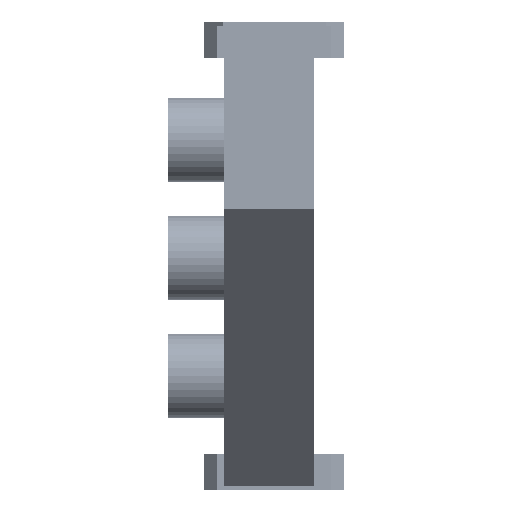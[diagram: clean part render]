
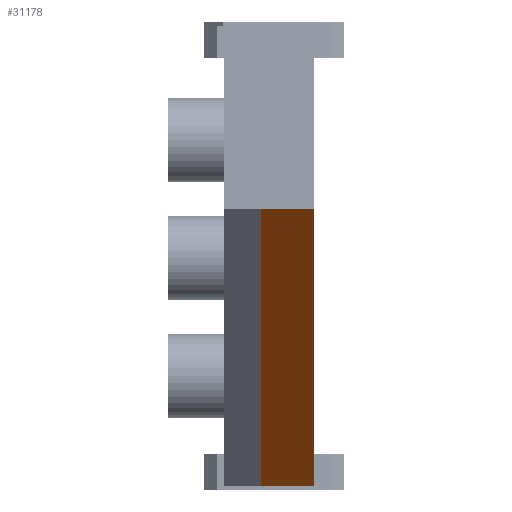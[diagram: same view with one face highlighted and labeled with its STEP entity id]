
A CAD part, left-side view. The second image highlights one B-rep face of the part: STEP entity #31178.
In plain terms, the highlighted planar face has unit normal (-0.707, 0, -0.707).
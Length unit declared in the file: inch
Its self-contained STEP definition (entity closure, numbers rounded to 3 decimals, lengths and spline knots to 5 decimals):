
#782 = VECTOR ( 'NONE', #10900, 39.37008 ) ;
#2327 = PLANE ( 'NONE',  #18886 ) ;
#7933 = LINE ( 'NONE', #55417, #782 ) ;
#10900 = DIRECTION ( 'NONE',  ( 0.707, 0., -0.707 ) ) ;
#17420 = CARTESIAN_POINT ( 'NONE',  ( -4.46597, 0.33636, 0.31493 ) ) ;
#18886 = AXIS2_PLACEMENT_3D ( 'NONE', #55853, #63219, #55526 ) ;
#27782 = CARTESIAN_POINT ( 'NONE',  ( -4.46597, 0.33636, 0.31493 ) ) ;
#31178 = ADVANCED_FACE ( 'NONE', ( #64183 ), #2327, .F. ) ;
#34157 = VECTOR ( 'NONE', #96726, 39.37008 ) ;
#36516 = LINE ( 'NONE', #43441, #34157 ) ;
#40401 = VECTOR ( 'NONE', #55280, 39.37008 ) ;
#42890 = EDGE_CURVE ( 'NONE', #95496, #80975, #7933, .T. ) ;
#43441 = CARTESIAN_POINT ( 'NONE',  ( -2.98597, 0.33636, -1.16507 ) ) ;
#47560 = LINE ( 'NONE', #17420, #40401 ) ;
#48879 = ORIENTED_EDGE ( 'NONE', *, *, #55339, .F. ) ;
#50683 = CARTESIAN_POINT ( 'NONE',  ( -2.98597, 0.05636, -1.16507 ) ) ;
#54839 = CARTESIAN_POINT ( 'NONE',  ( -4.46597, 0.33636, 0.31493 ) ) ;
#55280 = DIRECTION ( 'NONE',  ( -0.707, 0., 0.707 ) ) ;
#55339 = EDGE_CURVE ( 'NONE', #78592, #95496, #66090, .T. ) ;
#55417 = CARTESIAN_POINT ( 'NONE',  ( -4.21597, 0.05636, 0.06493 ) ) ;
#55526 = DIRECTION ( 'NONE',  ( 0., -1., 0. ) ) ;
#55853 = CARTESIAN_POINT ( 'NONE',  ( -4.46597, 0.33636, 0.31493 ) ) ;
#63219 = DIRECTION ( 'NONE',  ( 0.707, 0., 0.707 ) ) ;
#64183 = FACE_OUTER_BOUND ( 'NONE', #74646, .T. ) ;
#65529 = CARTESIAN_POINT ( 'NONE',  ( -2.98597, 0.33636, -1.16507 ) ) ;
#65626 = ORIENTED_EDGE ( 'NONE', *, *, #87968, .T. ) ;
#66090 = LINE ( 'NONE', #27782, #87526 ) ;
#66319 = ORIENTED_EDGE ( 'NONE', *, *, #86379, .F. ) ;
#70015 = ORIENTED_EDGE ( 'NONE', *, *, #42890, .F. ) ;
#74646 = EDGE_LOOP ( 'NONE', ( #66319, #65626, #70015, #48879 ) ) ;
#78592 = VERTEX_POINT ( 'NONE', #54839 ) ;
#79119 = CARTESIAN_POINT ( 'NONE',  ( -4.46597, 0.05636, 0.31493 ) ) ;
#80445 = VERTEX_POINT ( 'NONE', #65529 ) ;
#80975 = VERTEX_POINT ( 'NONE', #50683 ) ;
#86379 = EDGE_CURVE ( 'NONE', #80445, #78592, #47560, .T. ) ;
#87526 = VECTOR ( 'NONE', #95944, 39.37008 ) ;
#87968 = EDGE_CURVE ( 'NONE', #80445, #80975, #36516, .T. ) ;
#95496 = VERTEX_POINT ( 'NONE', #79119 ) ;
#95944 = DIRECTION ( 'NONE',  ( 0., -1., 0. ) ) ;
#96726 = DIRECTION ( 'NONE',  ( 0., -1., 0. ) ) ;
